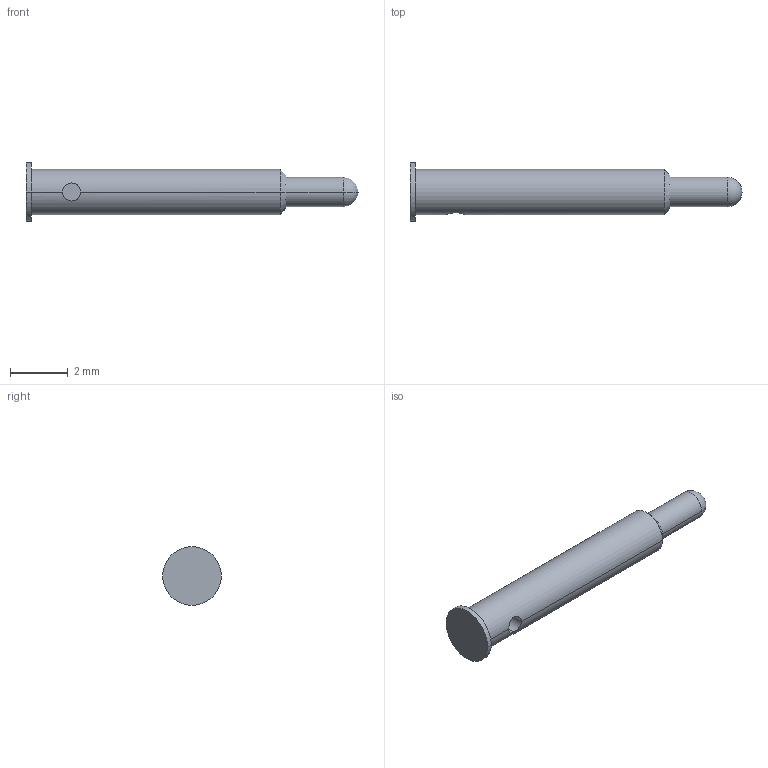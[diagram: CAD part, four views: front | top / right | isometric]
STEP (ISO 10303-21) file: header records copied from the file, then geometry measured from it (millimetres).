
FILE_DESCRIPTION (( 'STEP AP214' ), '1' );
FILE_NAME ('UEBK-12128.STEP', '2016-05-19T15:22:52', ( '' ), ( '' ), 'SwSTEP 2.0', 'SolidWorks 2016', '' );
FILE_SCHEMA (( 'AUTOMOTIVE_DESIGN' ));
Length unit declared in the file: millimetre
Products named in the file (1): UEBK-12128
Bounding box: 11.5 x 2.03 x 2.03 mm (x, y, z)
Volume: 19.2 mm3; surface area: 59.2 mm2
Topology: 1 solids, 1 shells, 16 faces, 37 edges, 23 vertices
Faces by surface type: cylinder 8, plane 4, cone 2, sphere 2
Entity records: 477 total; most frequent: CARTESIAN_POINT 91, DIRECTION 81, ORIENTED_EDGE 66, AXIS2_PLACEMENT_3D 35, EDGE_CURVE 33, VERTEX_POINT 21, CIRCLE 18, EDGE_LOOP 18
